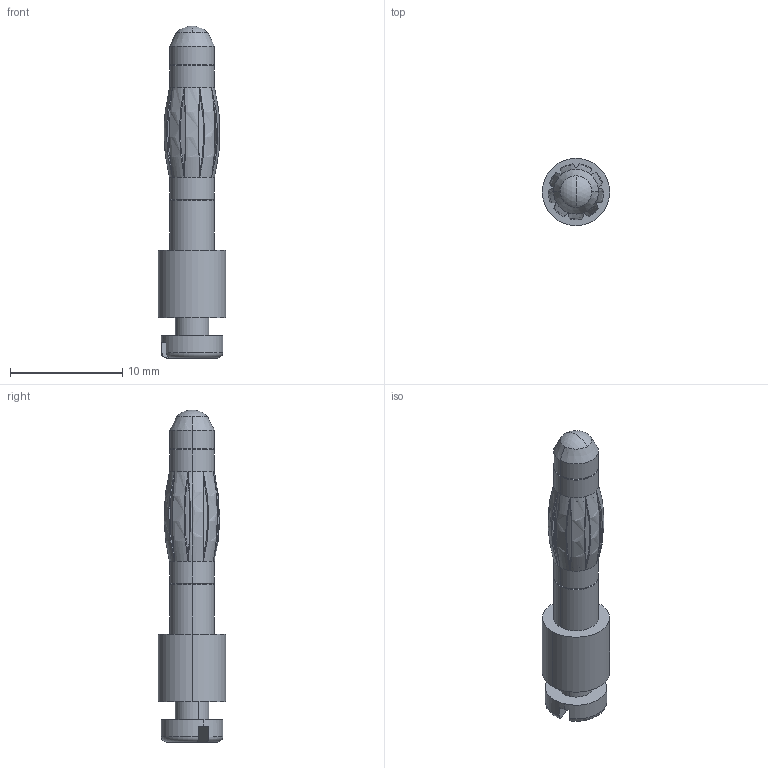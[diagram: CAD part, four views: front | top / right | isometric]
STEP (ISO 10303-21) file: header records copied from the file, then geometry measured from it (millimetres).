
FILE_DESCRIPTION (( 'STEP AP214' ), '1' );
FILE_NAME ('PJP-60560_screw.STEP', '2020-09-24T08:54:56', ( '' ), ( '' ), 'SwSTEP 2.0', 'SolidWorks 2018', '' );
FILE_SCHEMA (( 'AUTOMOTIVE_DESIGN' ));
Length unit declared in the file: millimetre
Products named in the file (3): PJP-60560_screw; PJP-60560; TCM3x6
Assembly tree (2 placements, depth 2):
  PJP-60560_screw
    PJP-60560
    TCM3x6
Bounding box: 6 x 6 x 29.6 mm (x, y, z)
Volume: 457.1 mm3; surface area: 782 mm2
Topology: 2 solids, 2 shells, 90 faces, 202 edges, 103 vertices
Faces by surface type: plane 30, torus 24, cylinder 18, cone 16, sphere 2
Entity records: 3003 total; most frequent: CARTESIAN_POINT 744, DIRECTION 454, ORIENTED_EDGE 404, EDGE_CURVE 202, AXIS2_PLACEMENT_3D 197, VERTEX_POINT 103, CIRCLE 102, EDGE_LOOP 95
